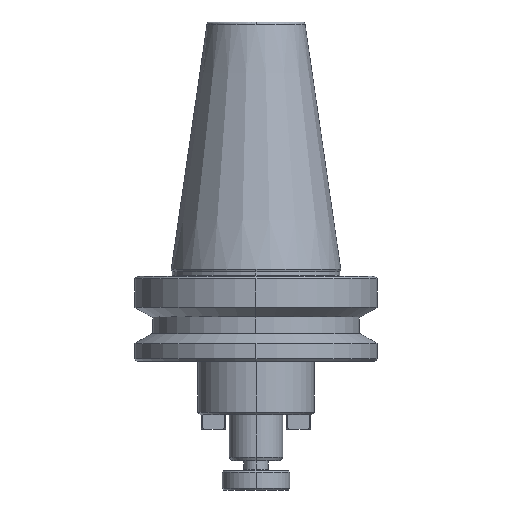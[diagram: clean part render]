
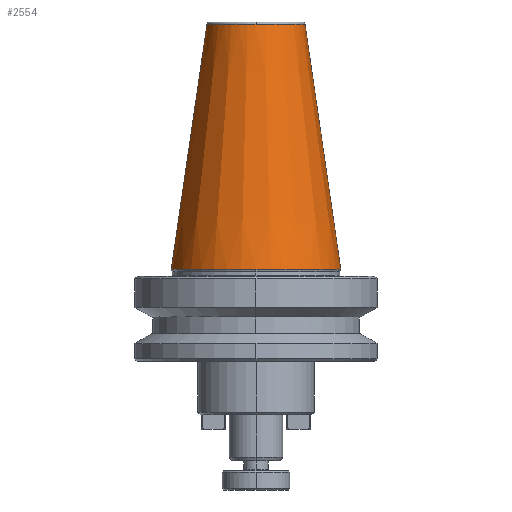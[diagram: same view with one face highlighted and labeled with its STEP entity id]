
A CAD part, left-side view. The second image highlights one B-rep face of the part: STEP entity #2554.
In plain terms, the highlighted conical face has half-angle 8.297 degrees and reference radius 34.925 mm.
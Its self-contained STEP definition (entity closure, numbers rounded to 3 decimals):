
#40 = EDGE_CURVE ( 'NONE', #101, #1723, #2061, .T. ) ;
#55 = VERTEX_POINT ( 'NONE', #2118 ) ;
#101 = VERTEX_POINT ( 'NONE', #2308 ) ;
#153 = AXIS2_PLACEMENT_3D ( 'NONE', #2125, #2042, #2040 ) ;
#337 = CARTESIAN_POINT ( 'NONE',  ( 0., 34.925, 0. ) ) ;
#348 = LINE ( 'NONE', #2332, #1564 ) ;
#397 = ORIENTED_EDGE ( 'NONE', *, *, #421, .T. ) ;
#421 = EDGE_CURVE ( 'NONE', #733, #1892, #348, .T. ) ;
#505 = ORIENTED_EDGE ( 'NONE', *, *, #40, .T. ) ;
#581 = DIRECTION ( 'NONE',  ( 0., 0., -1. ) ) ;
#642 = DIRECTION ( 'NONE',  ( 0., 1., 0. ) ) ;
#655 = CARTESIAN_POINT ( 'NONE',  ( 0., 0., 0. ) ) ;
#730 = CARTESIAN_POINT ( 'NONE',  ( -20.204, 0., 100.944 ) ) ;
#733 = VERTEX_POINT ( 'NONE', #1714 ) ;
#734 = EDGE_CURVE ( 'NONE', #1892, #1183, #2644, .T. ) ;
#828 = VECTOR ( 'NONE', #2506, 1000. ) ;
#1012 = CIRCLE ( 'NONE', #1908, 34.925 ) ;
#1138 = ORIENTED_EDGE ( 'NONE', *, *, #734, .T. ) ;
#1157 = CARTESIAN_POINT ( 'NONE',  ( -34.925, 0., 0. ) ) ;
#1183 = VERTEX_POINT ( 'NONE', #1157 ) ;
#1212 = AXIS2_PLACEMENT_3D ( 'NONE', #655, #581, #642 ) ;
#1399 = FACE_OUTER_BOUND ( 'NONE', #2295, .T. ) ;
#1556 = AXIS2_PLACEMENT_3D ( 'NONE', #1945, #2507, #1958 ) ;
#1564 = VECTOR ( 'NONE', #2197, 1000. ) ;
#1688 = CIRCLE ( 'NONE', #1992, 20.204 ) ;
#1714 = CARTESIAN_POINT ( 'NONE',  ( 0., 20.204, 100.944 ) ) ;
#1723 = VERTEX_POINT ( 'NONE', #730 ) ;
#1892 = VERTEX_POINT ( 'NONE', #337 ) ;
#1908 = AXIS2_PLACEMENT_3D ( 'NONE', #1931, #1930, #1927 ) ;
#1927 = DIRECTION ( 'NONE',  ( -1., 0., 0. ) ) ;
#1930 = DIRECTION ( 'NONE',  ( 0., 0., 1. ) ) ;
#1931 = CARTESIAN_POINT ( 'NONE',  ( 0., 0., 0. ) ) ;
#1945 = CARTESIAN_POINT ( 'NONE',  ( 0., 0., 0. ) ) ;
#1958 = DIRECTION ( 'NONE',  ( -1., 0., 0. ) ) ;
#1970 = DIRECTION ( 'NONE',  ( -1., 0., 0. ) ) ;
#1976 = DIRECTION ( 'NONE',  ( 0., 0., -1. ) ) ;
#1979 = ORIENTED_EDGE ( 'NONE', *, *, #2469, .T. ) ;
#1986 = CARTESIAN_POINT ( 'NONE',  ( 0., 0., 100.944 ) ) ;
#1992 = AXIS2_PLACEMENT_3D ( 'NONE', #1986, #1976, #1970 ) ;
#2040 = DIRECTION ( 'NONE',  ( -1., 0., 0. ) ) ;
#2042 = DIRECTION ( 'NONE',  ( 0., 0., -1. ) ) ;
#2061 = CIRCLE ( 'NONE', #153, 20.204 ) ;
#2118 = CARTESIAN_POINT ( 'NONE',  ( 0., -34.925, 0. ) ) ;
#2125 = CARTESIAN_POINT ( 'NONE',  ( 0., 0., 100.944 ) ) ;
#2197 = DIRECTION ( 'NONE',  ( 0., 0.144, -0.99 ) ) ;
#2291 = EDGE_CURVE ( 'NONE', #101, #55, #2628, .T. ) ;
#2295 = EDGE_LOOP ( 'NONE', ( #2645, #505, #2663, #397, #1138, #1979 ) ) ;
#2308 = CARTESIAN_POINT ( 'NONE',  ( 0., -20.204, 100.944 ) ) ;
#2332 = CARTESIAN_POINT ( 'NONE',  ( 0., 34.925, 0. ) ) ;
#2370 = CONICAL_SURFACE ( 'NONE', #1212, 34.925, 0.145 ) ;
#2447 = EDGE_CURVE ( 'NONE', #1723, #733, #1688, .T. ) ;
#2469 = EDGE_CURVE ( 'NONE', #1183, #55, #1012, .T. ) ;
#2506 = DIRECTION ( 'NONE',  ( 0., -0.144, -0.99 ) ) ;
#2507 = DIRECTION ( 'NONE',  ( 0., 0., 1. ) ) ;
#2554 = ADVANCED_FACE ( 'NONE', ( #1399 ), #2370, .T. ) ;
#2566 = CARTESIAN_POINT ( 'NONE',  ( 0., -34.925, 0. ) ) ;
#2628 = LINE ( 'NONE', #2566, #828 ) ;
#2644 = CIRCLE ( 'NONE', #1556, 34.925 ) ;
#2645 = ORIENTED_EDGE ( 'NONE', *, *, #2291, .F. ) ;
#2663 = ORIENTED_EDGE ( 'NONE', *, *, #2447, .T. ) ;
